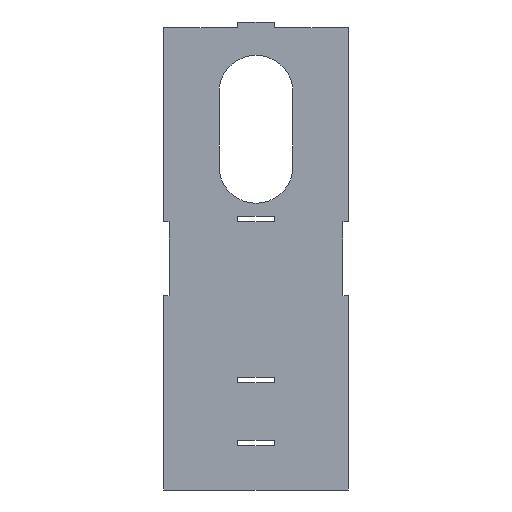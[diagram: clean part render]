
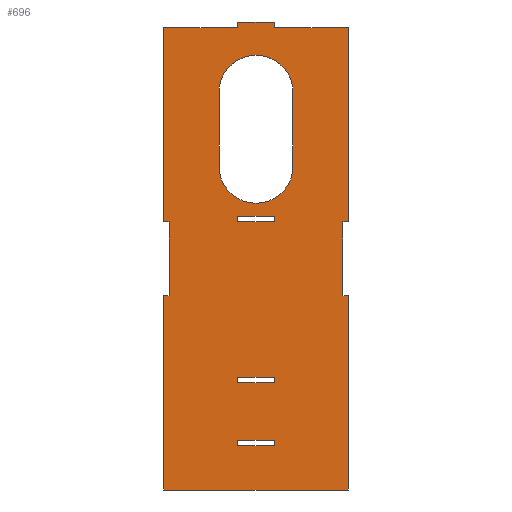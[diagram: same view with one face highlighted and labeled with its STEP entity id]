
A CAD part, front view. The second image highlights one B-rep face of the part: STEP entity #696.
In plain terms, the highlighted planar face has unit normal (0, -1, 0).
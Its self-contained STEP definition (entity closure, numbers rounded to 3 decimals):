
#19=CIRCLE('',#747,20.);
#20=CIRCLE('',#748,20.);
#25=FACE_BOUND('',#91,.T.);
#26=FACE_BOUND('',#92,.T.);
#27=FACE_BOUND('',#93,.T.);
#28=FACE_BOUND('',#94,.T.);
#52=FACE_OUTER_BOUND('',#90,.T.);
#90=EDGE_LOOP('',(#569,#570,#571,#572,#573,#574,#575,#576,#577,#578,#579,
#580,#581,#582,#583,#584));
#91=EDGE_LOOP('',(#585,#586,#587,#588));
#92=EDGE_LOOP('',(#589,#590,#591,#592));
#93=EDGE_LOOP('',(#593,#594,#595,#596));
#94=EDGE_LOOP('',(#597,#598,#599,#600));
#107=LINE('',#937,#199);
#111=LINE('',#944,#203);
#114=LINE('',#950,#206);
#116=LINE('',#953,#208);
#119=LINE('',#961,#211);
#123=LINE('',#968,#215);
#126=LINE('',#974,#218);
#128=LINE('',#977,#220);
#131=LINE('',#985,#223);
#135=LINE('',#992,#227);
#138=LINE('',#998,#230);
#140=LINE('',#1001,#232);
#143=LINE('',#1009,#235);
#147=LINE('',#1018,#239);
#165=LINE('',#1058,#257);
#168=LINE('',#1063,#260);
#170=LINE('',#1068,#262);
#173=LINE('',#1073,#265);
#175=LINE('',#1078,#267);
#178=LINE('',#1083,#270);
#180=LINE('',#1088,#272);
#183=LINE('',#1093,#275);
#185=LINE('',#1096,#277);
#186=LINE('',#1097,#278);
#187=LINE('',#1098,#279);
#188=LINE('',#1099,#280);
#189=LINE('',#1100,#281);
#190=LINE('',#1101,#282);
#191=LINE('',#1104,#283);
#192=LINE('',#1108,#284);
#199=VECTOR('',#765,10.);
#203=VECTOR('',#771,10.);
#206=VECTOR('',#776,10.);
#208=VECTOR('',#780,10.);
#211=VECTOR('',#785,10.);
#215=VECTOR('',#791,10.);
#218=VECTOR('',#796,10.);
#220=VECTOR('',#800,10.);
#223=VECTOR('',#805,10.);
#227=VECTOR('',#811,10.);
#230=VECTOR('',#816,10.);
#232=VECTOR('',#820,10.);
#235=VECTOR('',#825,10.);
#239=VECTOR('',#831,10.);
#257=VECTOR('',#857,40.);
#260=VECTOR('',#862,3.);
#262=VECTOR('',#866,105.);
#265=VECTOR('',#871,105.);
#267=VECTOR('',#875,40.);
#270=VECTOR('',#880,3.);
#272=VECTOR('',#884,105.);
#275=VECTOR('',#889,105.);
#277=VECTOR('',#893,10.);
#278=VECTOR('',#894,10.);
#279=VECTOR('',#895,10.);
#280=VECTOR('',#896,10.);
#281=VECTOR('',#897,10.);
#282=VECTOR('',#898,40.);
#283=VECTOR('',#899,40.);
#284=VECTOR('',#902,40.);
#291=VERTEX_POINT('',#934);
#292=VERTEX_POINT('',#936);
#294=VERTEX_POINT('',#942);
#296=VERTEX_POINT('',#948);
#299=VERTEX_POINT('',#958);
#300=VERTEX_POINT('',#960);
#302=VERTEX_POINT('',#966);
#304=VERTEX_POINT('',#972);
#307=VERTEX_POINT('',#982);
#308=VERTEX_POINT('',#984);
#310=VERTEX_POINT('',#990);
#312=VERTEX_POINT('',#996);
#315=VERTEX_POINT('',#1006);
#316=VERTEX_POINT('',#1008);
#319=VERTEX_POINT('',#1015);
#320=VERTEX_POINT('',#1017);
#337=VERTEX_POINT('',#1056);
#338=VERTEX_POINT('',#1057);
#339=VERTEX_POINT('',#1062);
#340=VERTEX_POINT('',#1066);
#341=VERTEX_POINT('',#1067);
#342=VERTEX_POINT('',#1072);
#343=VERTEX_POINT('',#1076);
#344=VERTEX_POINT('',#1077);
#345=VERTEX_POINT('',#1082);
#346=VERTEX_POINT('',#1086);
#347=VERTEX_POINT('',#1087);
#348=VERTEX_POINT('',#1092);
#349=VERTEX_POINT('',#1102);
#350=VERTEX_POINT('',#1103);
#351=VERTEX_POINT('',#1105);
#352=VERTEX_POINT('',#1107);
#355=EDGE_CURVE('',#292,#291,#107,.T.);
#359=EDGE_CURVE('',#291,#294,#111,.T.);
#362=EDGE_CURVE('',#294,#296,#114,.T.);
#364=EDGE_CURVE('',#296,#292,#116,.T.);
#367=EDGE_CURVE('',#300,#299,#119,.T.);
#371=EDGE_CURVE('',#299,#302,#123,.T.);
#374=EDGE_CURVE('',#302,#304,#126,.T.);
#376=EDGE_CURVE('',#304,#300,#128,.T.);
#379=EDGE_CURVE('',#308,#307,#131,.T.);
#383=EDGE_CURVE('',#307,#310,#135,.T.);
#386=EDGE_CURVE('',#310,#312,#138,.T.);
#388=EDGE_CURVE('',#312,#308,#140,.T.);
#391=EDGE_CURVE('',#316,#315,#143,.T.);
#395=EDGE_CURVE('',#320,#319,#147,.T.);
#415=EDGE_CURVE('',#337,#338,#165,.T.);
#418=EDGE_CURVE('',#338,#339,#168,.T.);
#420=EDGE_CURVE('',#340,#341,#170,.T.);
#423=EDGE_CURVE('',#339,#342,#173,.T.);
#425=EDGE_CURVE('',#343,#344,#175,.T.);
#428=EDGE_CURVE('',#344,#345,#178,.T.);
#430=EDGE_CURVE('',#346,#347,#180,.T.);
#433=EDGE_CURVE('',#345,#348,#183,.T.);
#435=EDGE_CURVE('',#315,#342,#185,.T.);
#436=EDGE_CURVE('',#337,#341,#186,.T.);
#437=EDGE_CURVE('',#340,#348,#187,.T.);
#438=EDGE_CURVE('',#343,#347,#188,.T.);
#439=EDGE_CURVE('',#346,#320,#189,.T.);
#440=EDGE_CURVE('',#316,#319,#190,.T.);
#441=EDGE_CURVE('',#349,#350,#191,.T.);
#442=EDGE_CURVE('',#351,#349,#19,.T.);
#443=EDGE_CURVE('',#352,#351,#192,.T.);
#444=EDGE_CURVE('',#350,#352,#20,.T.);
#569=ORIENTED_EDGE('',*,*,#435,.T.);
#570=ORIENTED_EDGE('',*,*,#423,.F.);
#571=ORIENTED_EDGE('',*,*,#418,.F.);
#572=ORIENTED_EDGE('',*,*,#415,.F.);
#573=ORIENTED_EDGE('',*,*,#436,.T.);
#574=ORIENTED_EDGE('',*,*,#420,.F.);
#575=ORIENTED_EDGE('',*,*,#437,.T.);
#576=ORIENTED_EDGE('',*,*,#433,.F.);
#577=ORIENTED_EDGE('',*,*,#428,.F.);
#578=ORIENTED_EDGE('',*,*,#425,.F.);
#579=ORIENTED_EDGE('',*,*,#438,.T.);
#580=ORIENTED_EDGE('',*,*,#430,.F.);
#581=ORIENTED_EDGE('',*,*,#439,.T.);
#582=ORIENTED_EDGE('',*,*,#395,.T.);
#583=ORIENTED_EDGE('',*,*,#440,.F.);
#584=ORIENTED_EDGE('',*,*,#391,.T.);
#585=ORIENTED_EDGE('',*,*,#355,.T.);
#586=ORIENTED_EDGE('',*,*,#359,.T.);
#587=ORIENTED_EDGE('',*,*,#362,.T.);
#588=ORIENTED_EDGE('',*,*,#364,.T.);
#589=ORIENTED_EDGE('',*,*,#367,.T.);
#590=ORIENTED_EDGE('',*,*,#371,.T.);
#591=ORIENTED_EDGE('',*,*,#374,.T.);
#592=ORIENTED_EDGE('',*,*,#376,.T.);
#593=ORIENTED_EDGE('',*,*,#379,.T.);
#594=ORIENTED_EDGE('',*,*,#383,.T.);
#595=ORIENTED_EDGE('',*,*,#386,.T.);
#596=ORIENTED_EDGE('',*,*,#388,.T.);
#597=ORIENTED_EDGE('',*,*,#441,.F.);
#598=ORIENTED_EDGE('',*,*,#442,.F.);
#599=ORIENTED_EDGE('',*,*,#443,.F.);
#600=ORIENTED_EDGE('',*,*,#444,.F.);
#664=PLANE('',#746);
#696=ADVANCED_FACE('',(#52,#25,#26,#27,#28),#664,.F.);
#746=AXIS2_PLACEMENT_3D('',#1095,#891,#892);
#747=AXIS2_PLACEMENT_3D('',#1106,#900,#901);
#748=AXIS2_PLACEMENT_3D('',#1109,#903,#904);
#765=DIRECTION('',(0.,0.,-1.));
#771=DIRECTION('',(-1.,0.,0.));
#776=DIRECTION('',(0.,0.,1.));
#780=DIRECTION('',(1.,0.,0.));
#785=DIRECTION('',(0.,0.,-1.));
#791=DIRECTION('',(-1.,0.,0.));
#796=DIRECTION('',(0.,0.,1.));
#800=DIRECTION('',(1.,0.,0.));
#805=DIRECTION('',(-1.,0.,0.));
#811=DIRECTION('',(0.,0.,1.));
#816=DIRECTION('',(1.,0.,0.));
#820=DIRECTION('',(0.,0.,-1.));
#825=DIRECTION('',(0.,0.,-1.));
#831=DIRECTION('',(0.,0.,1.));
#857=DIRECTION('',(0.,0.,1.));
#862=DIRECTION('',(-1.,0.,0.));
#866=DIRECTION('',(0.,0.,1.));
#871=DIRECTION('',(0.,0.,1.));
#875=DIRECTION('',(0.,0.,-1.));
#880=DIRECTION('',(1.,0.,0.));
#884=DIRECTION('',(0.,0.,-1.));
#889=DIRECTION('',(0.,0.,-1.));
#891=DIRECTION('center_axis',(0.,1.,0.));
#892=DIRECTION('ref_axis',(0.,0.,1.));
#893=DIRECTION('',(-1.,0.,0.));
#894=DIRECTION('',(-1.,0.,0.));
#895=DIRECTION('',(1.,0.,0.));
#896=DIRECTION('',(1.,0.,0.));
#897=DIRECTION('',(-1.,0.,0.));
#898=DIRECTION('',(1.,0.,0.));
#899=DIRECTION('',(0.,0.,1.));
#900=DIRECTION('center_axis',(0.,-1.,0.));
#901=DIRECTION('ref_axis',(-1.,0.,0.));
#902=DIRECTION('',(0.,0.,-1.));
#903=DIRECTION('center_axis',(0.,-1.,0.));
#904=DIRECTION('ref_axis',(1.,0.,0.));
#934=CARTESIAN_POINT('',(10.,0.,-101.));
#936=CARTESIAN_POINT('',(10.,0.,-98.));
#937=CARTESIAN_POINT('',(10.,0.,-50.5));
#942=CARTESIAN_POINT('',(-10.,0.,-101.));
#944=CARTESIAN_POINT('',(-5.,0.,-101.));
#948=CARTESIAN_POINT('',(-10.,0.,-98.));
#950=CARTESIAN_POINT('',(-10.,0.,-49.));
#953=CARTESIAN_POINT('',(5.,0.,-98.));
#958=CARTESIAN_POINT('',(10.,0.,-67.));
#960=CARTESIAN_POINT('',(10.,0.,-64.));
#961=CARTESIAN_POINT('',(10.,0.,-33.5));
#966=CARTESIAN_POINT('',(-10.,0.,-67.));
#968=CARTESIAN_POINT('',(-5.,0.,-67.));
#972=CARTESIAN_POINT('',(-10.,0.,-64.));
#974=CARTESIAN_POINT('',(-10.,0.,-32.));
#977=CARTESIAN_POINT('',(5.,0.,-64.));
#982=CARTESIAN_POINT('',(-10.,0.,20.));
#984=CARTESIAN_POINT('',(10.,0.,20.));
#985=CARTESIAN_POINT('',(-5.,0.,20.));
#990=CARTESIAN_POINT('',(-10.,0.,23.));
#992=CARTESIAN_POINT('',(-10.,0.,11.5));
#996=CARTESIAN_POINT('',(10.,0.,23.));
#998=CARTESIAN_POINT('',(5.,0.,23.));
#1001=CARTESIAN_POINT('',(10.,0.,10.));
#1006=CARTESIAN_POINT('',(-10.,0.,125.));
#1008=CARTESIAN_POINT('',(-10.,0.,128.));
#1009=CARTESIAN_POINT('',(-10.,0.,62.5));
#1015=CARTESIAN_POINT('',(10.,0.,128.));
#1017=CARTESIAN_POINT('',(10.,0.,125.));
#1018=CARTESIAN_POINT('',(10.,0.,64.));
#1056=CARTESIAN_POINT('',(-47.,0.,-20.));
#1057=CARTESIAN_POINT('',(-47.,0.,20.));
#1058=CARTESIAN_POINT('',(-47.,0.,-20.));
#1062=CARTESIAN_POINT('',(-50.,0.,20.));
#1063=CARTESIAN_POINT('',(-40.,0.,20.));
#1066=CARTESIAN_POINT('',(-50.,0.,-125.));
#1067=CARTESIAN_POINT('',(-50.,0.,-20.));
#1068=CARTESIAN_POINT('',(-50.,0.,-125.));
#1072=CARTESIAN_POINT('',(-50.,0.,125.));
#1073=CARTESIAN_POINT('',(-50.,0.,20.));
#1076=CARTESIAN_POINT('',(47.,0.,20.));
#1077=CARTESIAN_POINT('',(47.,0.,-20.));
#1078=CARTESIAN_POINT('',(47.,0.,20.));
#1082=CARTESIAN_POINT('',(50.,0.,-20.));
#1083=CARTESIAN_POINT('',(40.,0.,-20.));
#1086=CARTESIAN_POINT('',(50.,0.,125.));
#1087=CARTESIAN_POINT('',(50.,0.,20.));
#1088=CARTESIAN_POINT('',(50.,0.,125.));
#1092=CARTESIAN_POINT('',(50.,0.,-125.));
#1093=CARTESIAN_POINT('',(50.,0.,-20.));
#1095=CARTESIAN_POINT('Origin',(0.,0.,0.));
#1096=CARTESIAN_POINT('',(-43.,0.,125.));
#1097=CARTESIAN_POINT('',(-43.,0.,-20.));
#1098=CARTESIAN_POINT('',(43.,0.,-125.));
#1099=CARTESIAN_POINT('',(43.,0.,20.));
#1100=CARTESIAN_POINT('',(5.,0.,125.));
#1101=CARTESIAN_POINT('',(-20.,0.,128.));
#1102=CARTESIAN_POINT('',(20.,0.,50.));
#1103=CARTESIAN_POINT('',(20.,0.,90.));
#1104=CARTESIAN_POINT('',(20.,0.,50.));
#1105=CARTESIAN_POINT('',(-20.,0.,50.));
#1106=CARTESIAN_POINT('Origin',(0.,0.,50.));
#1107=CARTESIAN_POINT('',(-20.,0.,90.));
#1108=CARTESIAN_POINT('',(-20.,0.,90.));
#1109=CARTESIAN_POINT('Origin',(0.,0.,90.));
